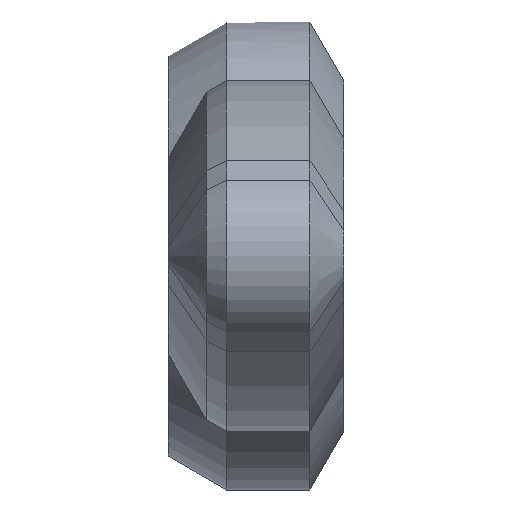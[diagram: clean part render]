
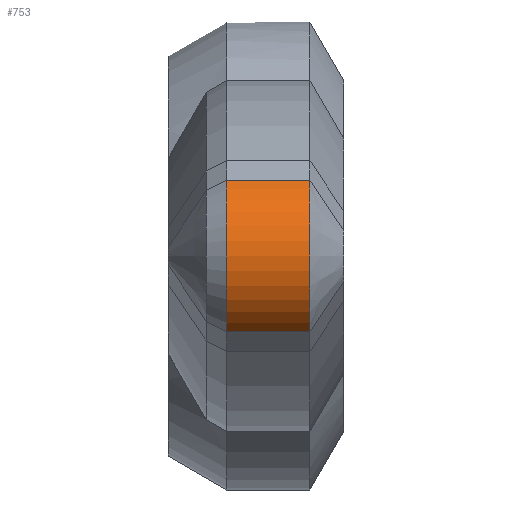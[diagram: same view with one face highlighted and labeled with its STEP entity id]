
A CAD part, left-side view. The second image highlights one B-rep face of the part: STEP entity #753.
In plain terms, the highlighted cylindrical face has radius 1.5 mm (diameter 3 mm), a partial arc.
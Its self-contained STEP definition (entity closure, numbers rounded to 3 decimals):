
#5 = DIRECTION ( 'NONE',  ( 0., -1., 0. ) ) ;
#260 = DIRECTION ( 'NONE',  ( 0., 0., 1. ) ) ;
#310 = ORIENTED_EDGE ( 'NONE', *, *, #727, .T. ) ;
#317 = DIRECTION ( 'NONE',  ( 0., 1., 0. ) ) ;
#338 = DIRECTION ( 'NONE',  ( 0., 0., 1. ) ) ;
#415 = DIRECTION ( 'NONE',  ( 0., 1., 0. ) ) ;
#544 = ORIENTED_EDGE ( 'NONE', *, *, #1017, .F. ) ;
#560 = CIRCLE ( 'NONE', #1691, 1.5 ) ;
#566 = FACE_OUTER_BOUND ( 'NONE', #1737, .T. ) ;
#601 = EDGE_CURVE ( 'NONE', #1060, #1435, #560, .T. ) ;
#611 = CARTESIAN_POINT ( 'NONE',  ( -47.557, 0.577, -1.294 ) ) ;
#714 = CARTESIAN_POINT ( 'NONE',  ( -47.557, 0., -1.294 ) ) ;
#727 = EDGE_CURVE ( 'NONE', #1435, #843, #1703, .T. ) ;
#753 = ADVANCED_FACE ( 'NONE', ( #566 ), #1207, .T. ) ;
#802 = AXIS2_PLACEMENT_3D ( 'NONE', #1807, #317, #260 ) ;
#843 = VERTEX_POINT ( 'NONE', #1425 ) ;
#910 = ORIENTED_EDGE ( 'NONE', *, *, #2033, .T. ) ;
#1017 = EDGE_CURVE ( 'NONE', #1060, #1669, #1042, .T. ) ;
#1042 = LINE ( 'NONE', #714, #1540 ) ;
#1060 = VERTEX_POINT ( 'NONE', #611 ) ;
#1090 = ORIENTED_EDGE ( 'NONE', *, *, #601, .T. ) ;
#1171 = DIRECTION ( 'NONE',  ( 0., 1., 0. ) ) ;
#1207 = CYLINDRICAL_SURFACE ( 'NONE', #802, 1.5 ) ;
#1219 = CIRCLE ( 'NONE', #1911, 1.5 ) ;
#1275 = CARTESIAN_POINT ( 'NONE',  ( -46.799, 2., 0. ) ) ;
#1360 = CARTESIAN_POINT ( 'NONE',  ( -47.557, 0., 1.294 ) ) ;
#1425 = CARTESIAN_POINT ( 'NONE',  ( -47.557, 2., 1.294 ) ) ;
#1435 = VERTEX_POINT ( 'NONE', #1469 ) ;
#1469 = CARTESIAN_POINT ( 'NONE',  ( -47.557, 0.577, 1.294 ) ) ;
#1540 = VECTOR ( 'NONE', #1171, 1000. ) ;
#1633 = CARTESIAN_POINT ( 'NONE',  ( -47.557, 2., -1.294 ) ) ;
#1669 = VERTEX_POINT ( 'NONE', #1633 ) ;
#1691 = AXIS2_PLACEMENT_3D ( 'NONE', #1890, #1731, #1752 ) ;
#1703 = LINE ( 'NONE', #1360, #1768 ) ;
#1731 = DIRECTION ( 'NONE',  ( 0., 1., 0. ) ) ;
#1737 = EDGE_LOOP ( 'NONE', ( #544, #1090, #310, #910 ) ) ;
#1752 = DIRECTION ( 'NONE',  ( 0., 0., 1. ) ) ;
#1768 = VECTOR ( 'NONE', #415, 1000. ) ;
#1807 = CARTESIAN_POINT ( 'NONE',  ( -46.799, 0., 0. ) ) ;
#1890 = CARTESIAN_POINT ( 'NONE',  ( -46.799, 0.577, 0. ) ) ;
#1911 = AXIS2_PLACEMENT_3D ( 'NONE', #1275, #5, #338 ) ;
#2033 = EDGE_CURVE ( 'NONE', #843, #1669, #1219, .T. ) ;
